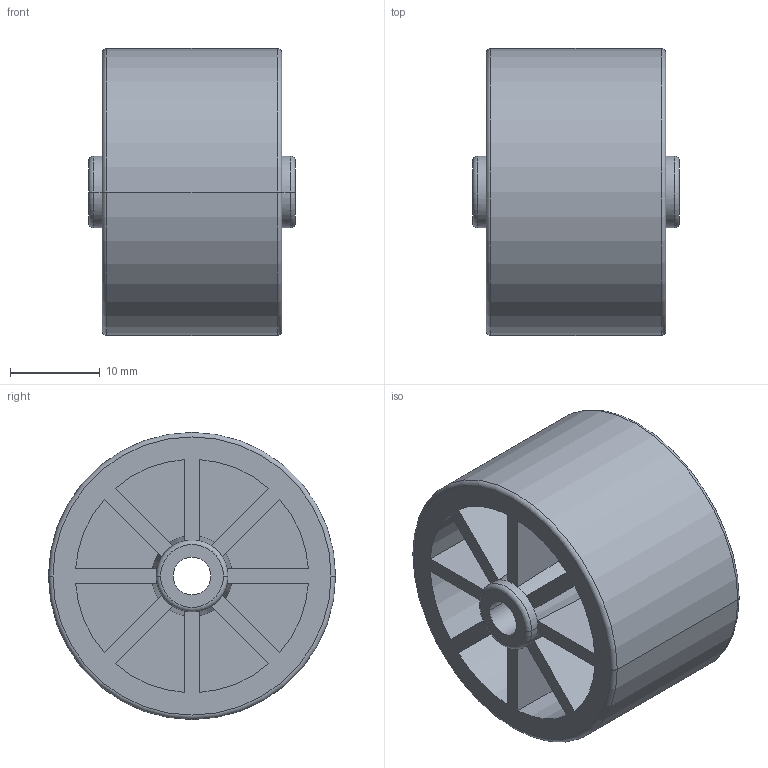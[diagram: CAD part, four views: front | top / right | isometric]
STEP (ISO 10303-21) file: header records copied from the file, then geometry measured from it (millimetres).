
FILE_DESCRIPTION((''),'2;1');
FILE_NAME('14003_KOLO_VALJCNE_BV','2022-09-19T11:02:26',('PredragRovcanin'),('Audax d.o.o.'),'CREO PARAMETRIC BY PTC INC, 2020281','CREO PARAMETRIC BY PTC INC, 2020281','');
FILE_SCHEMA(('AUTOMOTIVE_DESIGN { 1 0 10303 214 1 1 1 1 }'));
Length unit declared in the file: millimetre
Products named in the file (1): 14003_KOLO_VALJCNE_BV
Bounding box: 23 x 32 x 32 mm (x, y, z)
Volume: 9516.3 mm3; surface area: 7899.5 mm2
Topology: 1 solids, 1 shells, 100 faces, 249 edges, 154 vertices
Faces by surface type: plane 52, cylinder 24, cone 16, torus 8
Entity records: 4385 total; most frequent: CARTESIAN_POINT 655, DIRECTION 545, ORIENTED_EDGE 496, COLOUR_RGB 320, PRESENTATION_STYLE_ASSIGNMENT 250, STYLED_ITEM 250, CURVE_STYLE 249, EDGE_CURVE 248
